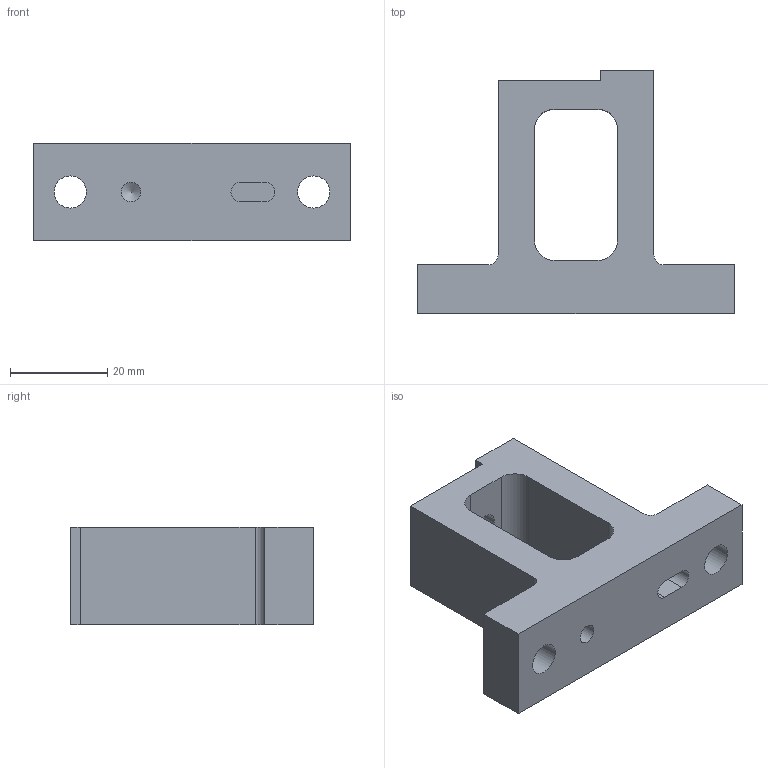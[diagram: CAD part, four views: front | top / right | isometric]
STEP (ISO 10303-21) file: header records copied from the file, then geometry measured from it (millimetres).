
FILE_DESCRIPTION(/* description */ ('Lens Mount, LMR1'),/* implementation_level */ '2;1');
FILE_NAME(/* name */ 'FAB-P0028 - Lens Mount, LMR1.stp',/* time_stamp */ '2020-02-10T11:57:16+00:00',/* author */ ('whgu0532'),/* organization */ (''),/* preprocessor_version */ 'ST-DEVELOPER v18',/* originating_system */ 'Autodesk Inventor 2020',/* authorisation */ '');
FILE_SCHEMA (('AUTOMOTIVE_DESIGN { 1 0 10303 214 3 1 1 }'));
Length unit declared in the file: millimetre
Products named in the file (1): FAB-P0028 
Bounding box: 65 x 49.9 x 20 mm (x, y, z)
Volume: 26249.8 mm3; surface area: 9741.8 mm2
Topology: 1 solids, 1 shells, 32 faces, 91 edges, 62 vertices
Faces by surface type: plane 19, cylinder 12, cone 1
Full cylindrical faces by diameter (mm): 4 x1, 5 x1, 6.6 x2
Entity records: 1108 total; most frequent: DIRECTION 185, CARTESIAN_POINT 185, ORIENTED_EDGE 180, EDGE_CURVE 90, VERTEX_POINT 62, AXIS2_PLACEMENT_3D 62, LINE 61, VECTOR 61
